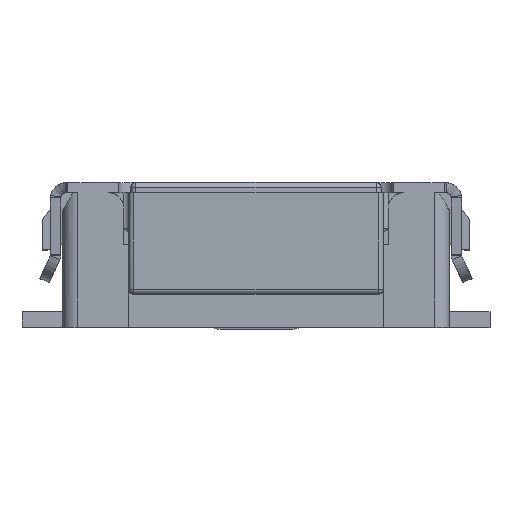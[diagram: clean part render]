
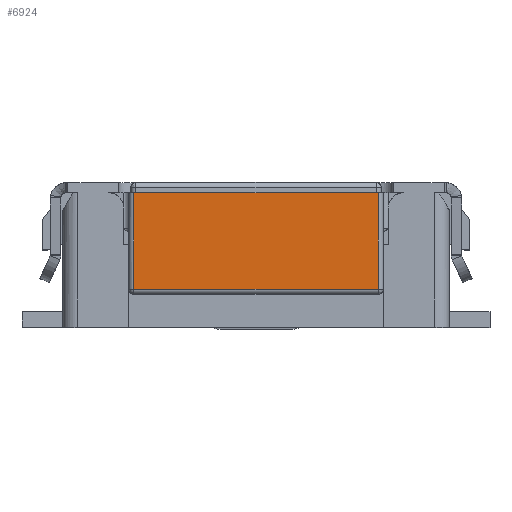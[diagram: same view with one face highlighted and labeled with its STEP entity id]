
A CAD part, top view. The second image highlights one B-rep face of the part: STEP entity #6924.
In plain terms, the highlighted planar face has unit normal (0, -0.018, 1).
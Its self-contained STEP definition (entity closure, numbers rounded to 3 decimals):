
#1873=ORIENTED_EDGE('',*,*,#3255,.T.);
#1874=ORIENTED_EDGE('',*,*,#3256,.T.);
#1875=ORIENTED_EDGE('',*,*,#3252,.F.);
#1876=ORIENTED_EDGE('',*,*,#3090,.F.);
#3090=EDGE_CURVE('',#3915,#3916,#4635,.T.);
#3252=EDGE_CURVE('',#3916,#4021,#4741,.T.);
#3255=EDGE_CURVE('',#3915,#4023,#4742,.T.);
#3256=EDGE_CURVE('',#4023,#4021,#4743,.T.);
#3915=VERTEX_POINT('',#10708);
#3916=VERTEX_POINT('',#10710);
#4021=VERTEX_POINT('',#11504);
#4023=VERTEX_POINT('',#11510);
#4635=LINE('',#10709,#5393);
#4741=LINE('',#11503,#5499);
#4742=LINE('',#11509,#5500);
#4743=LINE('',#11511,#5501);
#5393=VECTOR('',#8357,1000.);
#5499=VECTOR('',#8555,1000.);
#5500=VECTOR('',#8562,1000.);
#5501=VECTOR('',#8563,1000.);
#5908=EDGE_LOOP('',(#1873,#1874,#1875,#1876));
#6299=FACE_BOUND('',#5908,.T.);
#6608=PLANE('',#7315);
#6924=ADVANCED_FACE('',(#6299),#6608,.T.);
#7315=AXIS2_PLACEMENT_3D('',#11508,#8560,#8561);
#8357=DIRECTION('',(1.,0.,0.));
#8555=DIRECTION('',(0.,-1.,-0.017));
#8560=DIRECTION('',(0.,-0.017,1.));
#8561=DIRECTION('',(0.,-1.,-0.017));
#8562=DIRECTION('',(0.,-1.,-0.017));
#8563=DIRECTION('',(1.,0.,0.));
#10708=CARTESIAN_POINT('',(-1.2,1.32,2.15));
#10709=CARTESIAN_POINT('',(0.,1.32,2.15));
#10710=CARTESIAN_POINT('',(1.2,1.32,2.15));
#11503=CARTESIAN_POINT('',(1.2,1.325,2.15));
#11504=CARTESIAN_POINT('',(1.2,0.369,2.133));
#11508=CARTESIAN_POINT('',(-1.3,1.32,2.15));
#11509=CARTESIAN_POINT('',(-1.2,1.32,2.15));
#11510=CARTESIAN_POINT('',(-1.2,0.369,2.133));
#11511=CARTESIAN_POINT('',(-1.3,0.369,2.133));
